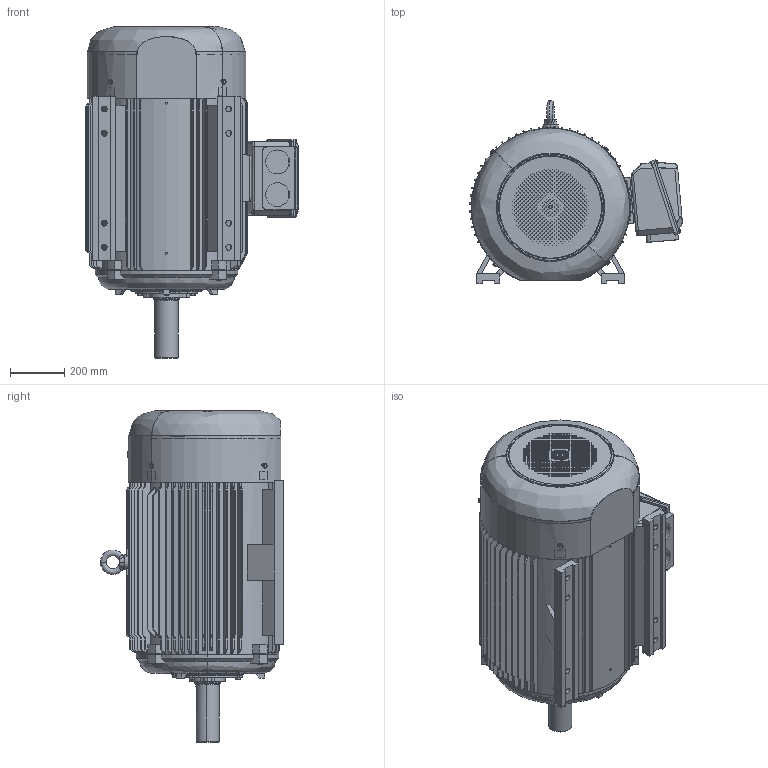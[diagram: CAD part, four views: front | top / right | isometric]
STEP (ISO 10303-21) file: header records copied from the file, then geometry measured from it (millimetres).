
FILE_DESCRIPTION (( 'STEP AP214' ), '1' );
FILE_NAME ('PEWWE-445,7T-468P.STEP', '2018-07-31T16:04:44', ( '' ), ( '' ), 'SwSTEP 2.0', 'SolidWorks 2017', '' );
FILE_SCHEMA (( 'AUTOMOTIVE_DESIGN' ));
Length unit declared in the file: inch
Products named in the file (1): PEWWE-445,7T-468P
Bounding box: 781.68 x 672.8 x 1220 mm (x, y, z)
Volume: 51811162.6 mm3; surface area: 7087589.4 mm2
Topology: 42 solids, 42 shells, 3965 faces, 9674 edges, 6382 vertices
Faces by surface type: plane 3151, cylinder 458, cone 223, bspline 133
Entity records: 174458 total; most frequent: CARTESIAN_POINT 29354, ORIENTED_EDGE 19344, DIRECTION 17896, EDGE_CURVE 9672, LINE 7810, VECTOR 7810, VERTEX_POINT 6382, AXIS2_PLACEMENT_3D 5043
